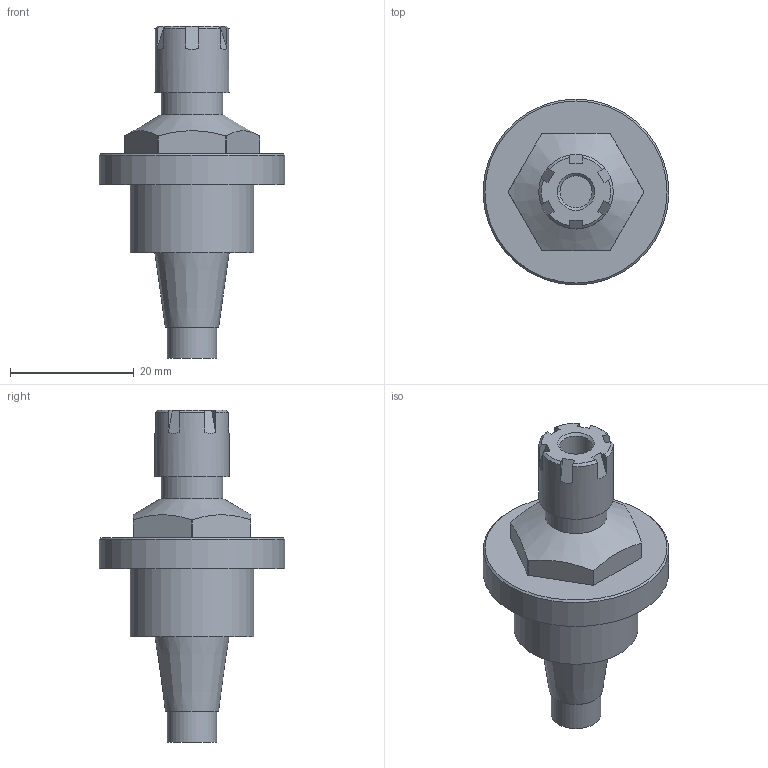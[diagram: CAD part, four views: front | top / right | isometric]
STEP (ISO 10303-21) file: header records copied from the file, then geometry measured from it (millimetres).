
FILE_DESCRIPTION(/* description */ (''),/* implementation_level */ '2;1');
FILE_NAME(/* name */ 'W9990112_stp.stp',/* time_stamp */ '2017-05-08T07:25:57+02:00',/* author */ (''),/* organization */ (''),/* preprocessor_version */ 'ST-DEVELOPER v15',/* originating_system */ 'SIEMENS PLM Software NX 9.0',/* authorisation */ '');
FILE_SCHEMA (('AUTOMOTIVE_DESIGN { 1 0 10303 214 3 1 1 1 }'));
Length unit declared in the file: millimetre
Products named in the file (1): reic18D0476Dmbdv
Bounding box: 30 x 30 x 53.6 mm (x, y, z)
Volume: 10908.9 mm3; surface area: 4175.8 mm2
Topology: 1 solids, 1 shells, 55 faces, 143 edges, 96 vertices
Faces by surface type: plane 32, cylinder 12, cone 10, torus 1
Full cylindrical faces by diameter (mm): 5.2 x1, 8 x1, 10 x1, 12 x1, 20 x1, 30 x1
Entity records: 1646 total; most frequent: CARTESIAN_POINT 346, DIRECTION 264, ORIENTED_EDGE 248, EDGE_CURVE 124, AXIS2_PLACEMENT_3D 102, VERTEX_POINT 88, EDGE_LOOP 72, LINE 60
